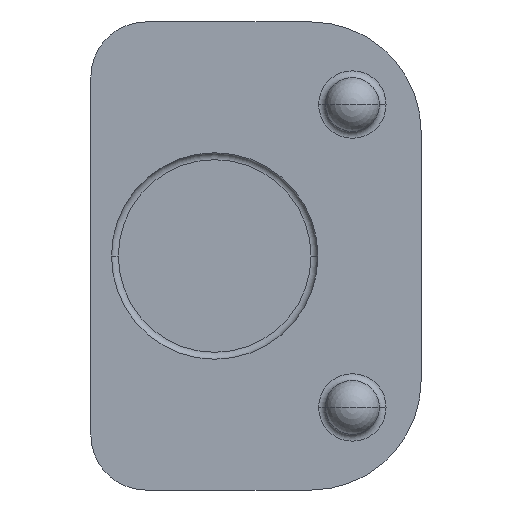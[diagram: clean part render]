
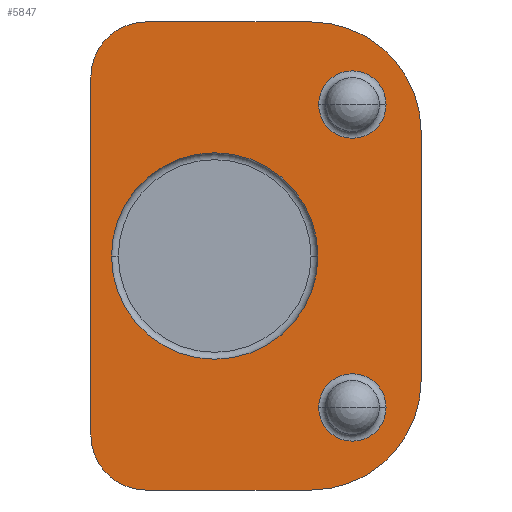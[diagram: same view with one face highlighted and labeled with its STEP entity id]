
A CAD part, front view. The second image highlights one B-rep face of the part: STEP entity #5847.
In plain terms, the highlighted planar face has unit normal (0, -1, 0).
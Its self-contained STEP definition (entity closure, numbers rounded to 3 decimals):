
#2339=CARTESIAN_POINT('',(3.5,-4.8,-4.5));
#2340=DIRECTION('',(0.,-1.,0.));
#2341=DIRECTION('',(0.,0.,-1.));
#2342=AXIS2_PLACEMENT_3D('',#2339,#2340,#2341);
#2344=DIRECTION('',(1.,0.,0.));
#2345=VECTOR('',#2344,6.);
#2346=CARTESIAN_POINT('',(-2.5,-4.8,-8.5));
#2347=LINE('',#2346,#2345);
#2348=CARTESIAN_POINT('',(-2.5,-4.8,-6.5));
#2349=DIRECTION('',(0.,-1.,0.));
#2350=DIRECTION('',(-1.,0.,0.));
#2351=AXIS2_PLACEMENT_3D('',#2348,#2349,#2350);
#2353=DIRECTION('',(0.,0.,-1.));
#2354=VECTOR('',#2353,13.);
#2355=CARTESIAN_POINT('',(-4.5,-4.8,6.5));
#2356=LINE('',#2355,#2354);
#2357=CARTESIAN_POINT('',(-2.5,-4.8,6.5));
#2358=DIRECTION('',(0.,-1.,0.));
#2359=DIRECTION('',(0.,0.,1.));
#2360=AXIS2_PLACEMENT_3D('',#2357,#2358,#2359);
#2362=DIRECTION('',(-1.,0.,0.));
#2363=VECTOR('',#2362,6.);
#2364=CARTESIAN_POINT('',(3.5,-4.8,8.5));
#2365=LINE('',#2364,#2363);
#2366=CARTESIAN_POINT('',(3.5,-4.8,4.5));
#2367=DIRECTION('',(0.,-1.,0.));
#2368=DIRECTION('',(1.,0.,0.));
#2369=AXIS2_PLACEMENT_3D('',#2366,#2367,#2368);
#2371=DIRECTION('',(0.,0.,1.));
#2372=VECTOR('',#2371,9.);
#2373=CARTESIAN_POINT('',(7.5,-4.8,-4.5));
#2374=LINE('',#2373,#2372);
#2375=CARTESIAN_POINT('',(0.,-4.8,0.));
#2376=DIRECTION('',(0.,-1.,0.));
#2377=DIRECTION('',(-1.,0.,0.));
#2378=AXIS2_PLACEMENT_3D('',#2375,#2376,#2377);
#2380=CARTESIAN_POINT('',(0.,-4.8,0.));
#2381=DIRECTION('',(0.,-1.,0.));
#2382=DIRECTION('',(1.,0.,0.));
#2383=AXIS2_PLACEMENT_3D('',#2380,#2381,#2382);
#2385=CARTESIAN_POINT('',(5.,-4.8,-5.5));
#2386=DIRECTION('',(0.,-1.,0.));
#2387=DIRECTION('',(1.,0.,0.));
#2388=AXIS2_PLACEMENT_3D('',#2385,#2386,#2387);
#2390=CARTESIAN_POINT('',(5.,-4.8,-5.5));
#2391=DIRECTION('',(0.,-1.,0.));
#2392=DIRECTION('',(-1.,0.,0.));
#2393=AXIS2_PLACEMENT_3D('',#2390,#2391,#2392);
#2395=CARTESIAN_POINT('',(5.,-4.8,5.5));
#2396=DIRECTION('',(0.,-1.,0.));
#2397=DIRECTION('',(1.,0.,0.));
#2398=AXIS2_PLACEMENT_3D('',#2395,#2396,#2397);
#2400=CARTESIAN_POINT('',(5.,-4.8,5.5));
#2401=DIRECTION('',(0.,-1.,0.));
#2402=DIRECTION('',(-1.,0.,0.));
#2403=AXIS2_PLACEMENT_3D('',#2400,#2401,#2402);
#4325=CARTESIAN_POINT('',(-4.5,-4.8,-6.5));
#4326=VERTEX_POINT('',#4325);
#4327=CARTESIAN_POINT('',(-2.5,-4.8,-8.5));
#4328=VERTEX_POINT('',#4327);
#4333=CARTESIAN_POINT('',(-2.5,-4.8,8.5));
#4334=VERTEX_POINT('',#4333);
#4335=CARTESIAN_POINT('',(-4.5,-4.8,6.5));
#4336=VERTEX_POINT('',#4335);
#4341=CARTESIAN_POINT('',(3.5,-4.8,-8.5));
#4342=VERTEX_POINT('',#4341);
#4343=CARTESIAN_POINT('',(7.5,-4.8,-4.5));
#4344=VERTEX_POINT('',#4343);
#4349=CARTESIAN_POINT('',(7.5,-4.8,4.5));
#4350=VERTEX_POINT('',#4349);
#4351=CARTESIAN_POINT('',(3.5,-4.8,8.5));
#4352=VERTEX_POINT('',#4351);
#4364=CARTESIAN_POINT('',(-3.75,-4.8,0.));
#4365=CARTESIAN_POINT('',(3.75,-4.8,0.));
#4366=VERTEX_POINT('',#4364);
#4367=VERTEX_POINT('',#4365);
#4376=CARTESIAN_POINT('',(6.225,-4.8,-5.5));
#4377=CARTESIAN_POINT('',(3.775,-4.8,-5.5));
#4378=VERTEX_POINT('',#4376);
#4379=VERTEX_POINT('',#4377);
#4384=CARTESIAN_POINT('',(6.225,-4.8,5.5));
#4385=CARTESIAN_POINT('',(3.775,-4.8,5.5));
#4386=VERTEX_POINT('',#4384);
#4387=VERTEX_POINT('',#4385);
#5814=CARTESIAN_POINT('',(0.,-4.8,0.));
#5815=DIRECTION('',(0.,-1.,0.));
#5816=DIRECTION('',(-1.,0.,0.));
#5817=AXIS2_PLACEMENT_3D('',#5814,#5815,#5816);
#5818=PLANE('',#5817);
#5819=ORIENTED_EDGE('',*,*,#5710,.F.);
#5820=ORIENTED_EDGE('',*,*,#5726,.F.);
#5821=ORIENTED_EDGE('',*,*,#5739,.F.);
#5822=ORIENTED_EDGE('',*,*,#5754,.F.);
#5823=ORIENTED_EDGE('',*,*,#5767,.F.);
#5824=ORIENTED_EDGE('',*,*,#5780,.F.);
#5825=ORIENTED_EDGE('',*,*,#5795,.F.);
#5826=ORIENTED_EDGE('',*,*,#5807,.F.);
#5827=EDGE_LOOP('',(#5819,#5820,#5821,#5822,#5823,#5824,#5825,#5826));
#5828=FACE_OUTER_BOUND('',#5827,.F.);
#5830=ORIENTED_EDGE('',*,*,#5829,.T.);
#5832=ORIENTED_EDGE('',*,*,#5831,.T.);
#5833=EDGE_LOOP('',(#5830,#5832));
#5834=FACE_BOUND('',#5833,.F.);
#5836=ORIENTED_EDGE('',*,*,#5835,.T.);
#5838=ORIENTED_EDGE('',*,*,#5837,.T.);
#5839=EDGE_LOOP('',(#5836,#5838));
#5840=FACE_BOUND('',#5839,.F.);
#5842=ORIENTED_EDGE('',*,*,#5841,.T.);
#5844=ORIENTED_EDGE('',*,*,#5843,.T.);
#5845=EDGE_LOOP('',(#5842,#5844));
#5846=FACE_BOUND('',#5845,.F.);
#5847=ADVANCED_FACE('',(#5828,#5834,#5840,#5846),#5818,.T.);
#2343=CIRCLE('',#2342,4.);
#2352=CIRCLE('',#2351,2.);
#2361=CIRCLE('',#2360,2.);
#2370=CIRCLE('',#2369,4.);
#2379=CIRCLE('',#2378,3.75);
#2384=CIRCLE('',#2383,3.75);
#2389=CIRCLE('',#2388,1.225);
#2394=CIRCLE('',#2393,1.225);
#2399=CIRCLE('',#2398,1.225);
#2404=CIRCLE('',#2403,1.225);
#5710=EDGE_CURVE('',#4342,#4344,#2343,.T.);
#5726=EDGE_CURVE('',#4328,#4342,#2347,.T.);
#5739=EDGE_CURVE('',#4326,#4328,#2352,.T.);
#5754=EDGE_CURVE('',#4336,#4326,#2356,.T.);
#5767=EDGE_CURVE('',#4334,#4336,#2361,.T.);
#5780=EDGE_CURVE('',#4352,#4334,#2365,.T.);
#5795=EDGE_CURVE('',#4350,#4352,#2370,.T.);
#5807=EDGE_CURVE('',#4344,#4350,#2374,.T.);
#5829=EDGE_CURVE('',#4366,#4367,#2379,.T.);
#5831=EDGE_CURVE('',#4367,#4366,#2384,.T.);
#5835=EDGE_CURVE('',#4378,#4379,#2389,.T.);
#5837=EDGE_CURVE('',#4379,#4378,#2394,.T.);
#5841=EDGE_CURVE('',#4386,#4387,#2399,.T.);
#5843=EDGE_CURVE('',#4387,#4386,#2404,.T.);
